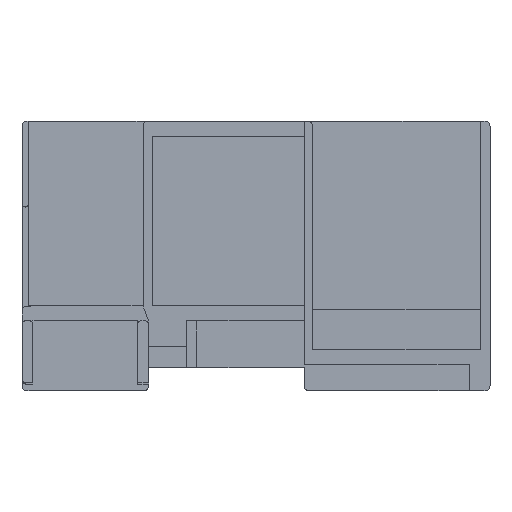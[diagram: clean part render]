
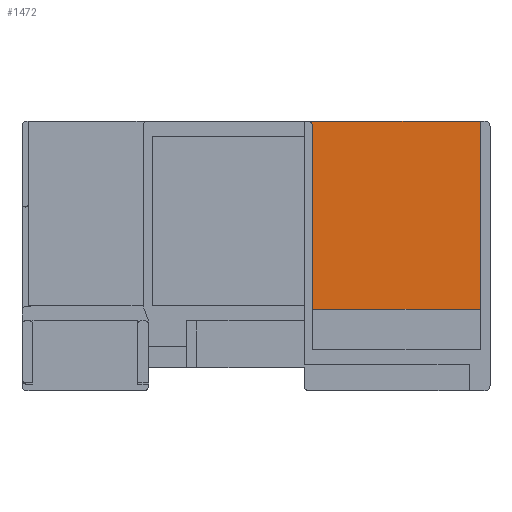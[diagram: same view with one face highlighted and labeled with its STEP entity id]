
A CAD part, top view. The second image highlights one B-rep face of the part: STEP entity #1472.
In plain terms, the highlighted planar face has unit normal (0, 0, 1).
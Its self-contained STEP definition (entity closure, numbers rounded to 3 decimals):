
#61=CIRCLE('',#1580,0.762);
#123=FACE_OUTER_BOUND('',#197,.T.);
#197=EDGE_LOOP('',(#1251,#1252,#1253,#1254,#1255));
#281=LINE('',#2174,#461);
#356=LINE('',#2352,#536);
#378=LINE('',#2404,#558);
#379=LINE('',#2405,#559);
#461=VECTOR('',#1734,10.);
#536=VECTOR('',#1905,10.);
#558=VECTOR('',#1959,10.);
#559=VECTOR('',#1960,10.);
#642=VERTEX_POINT('',#2171);
#643=VERTEX_POINT('',#2173);
#697=VERTEX_POINT('',#2350);
#698=VERTEX_POINT('',#2351);
#702=VERTEX_POINT('',#2362);
#796=EDGE_CURVE('',#642,#643,#281,.T.);
#886=EDGE_CURVE('',#697,#698,#356,.F.);
#892=EDGE_CURVE('',#698,#702,#61,.T.);
#913=EDGE_CURVE('',#642,#702,#378,.T.);
#914=EDGE_CURVE('',#643,#697,#379,.F.);
#1251=ORIENTED_EDGE('',*,*,#913,.T.);
#1252=ORIENTED_EDGE('',*,*,#892,.F.);
#1253=ORIENTED_EDGE('',*,*,#886,.F.);
#1254=ORIENTED_EDGE('',*,*,#914,.F.);
#1255=ORIENTED_EDGE('',*,*,#796,.F.);
#1401=PLANE('',#1593);
#1472=ADVANCED_FACE('',(#123),#1401,.T.);
#1580=AXIS2_PLACEMENT_3D('',#2363,#1914,#1915);
#1593=AXIS2_PLACEMENT_3D('',#2403,#1957,#1958);
#1734=DIRECTION('',(0.,-1.,0.));
#1905=DIRECTION('',(0.,-1.,0.));
#1914=DIRECTION('center_axis',(0.,0.,1.));
#1915=DIRECTION('ref_axis',(0.,1.,0.));
#1957=DIRECTION('center_axis',(0.,0.,1.));
#1958=DIRECTION('ref_axis',(1.,0.,0.));
#1959=DIRECTION('',(-1.,0.,0.));
#1960=DIRECTION('',(1.,0.,0.));
#2171=CARTESIAN_POINT('',(69.924,39.489,3.357));
#2173=CARTESIAN_POINT('',(69.924,10.787,3.357));
#2174=CARTESIAN_POINT('',(69.924,0.,3.357));
#2350=CARTESIAN_POINT('',(44.324,10.787,3.357));
#2351=CARTESIAN_POINT('',(44.324,38.727,3.357));
#2352=CARTESIAN_POINT('',(44.324,19.745,3.357));
#2362=CARTESIAN_POINT('',(43.562,39.489,3.357));
#2363=CARTESIAN_POINT('Origin',(43.562,38.727,3.357));
#2403=CARTESIAN_POINT('Origin',(0.,0.,3.357));
#2404=CARTESIAN_POINT('',(35.697,39.489,3.357));
#2405=CARTESIAN_POINT('',(22.162,10.787,3.357));
